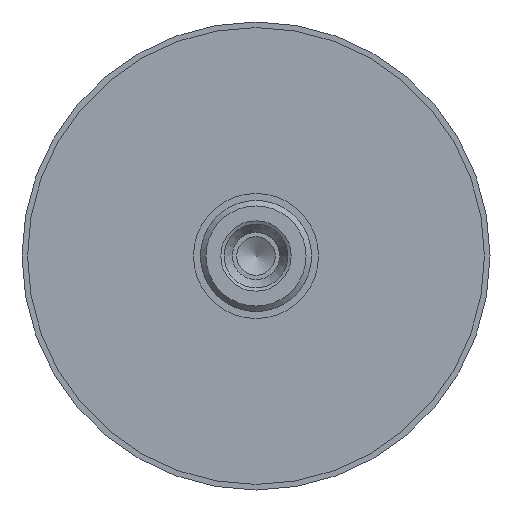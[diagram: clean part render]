
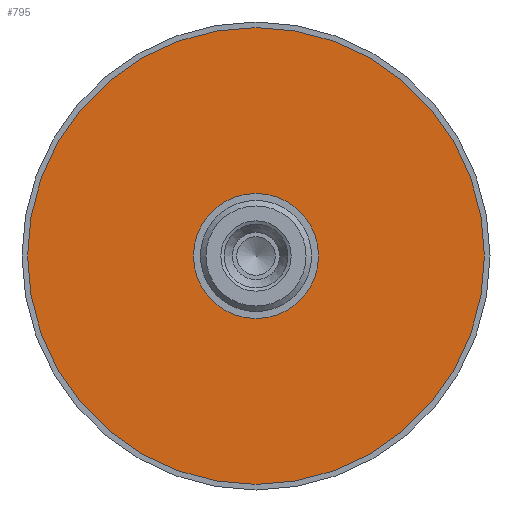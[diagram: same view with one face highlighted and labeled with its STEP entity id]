
A CAD part, front view. The second image highlights one B-rep face of the part: STEP entity #795.
In plain terms, the highlighted planar face has unit normal (0, -1, 0).
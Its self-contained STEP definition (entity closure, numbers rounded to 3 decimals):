
#554=CARTESIAN_POINT('',(0.0,-310.,22.5));
#555=VERTEX_POINT('',#554);
#556=CARTESIAN_POINT('',(0.0,-310.,0.0));
#557=DIRECTION('',(0.0,1.0,0.0));
#558=DIRECTION('',(0.0,0.0,1.0));
#559=AXIS2_PLACEMENT_3D('',#556,#557,#558);
#560=CIRCLE('',#559,22.5);
#561=EDGE_CURVE('',#555,#555,#560,.T.);
#776=CARTESIAN_POINT('',(0.0,-310.0,52.325));
#777=DIRECTION('',(0.0,-1.0,0.0));
#778=DIRECTION('',(0.0,0.0,-1.0));
#779=AXIS2_PLACEMENT_3D('',#776,#777,#778);
#780=PLANE('',#779);
#781=CARTESIAN_POINT('',(0.0,-310.0,82.15));
#782=VERTEX_POINT('',#781);
#783=CARTESIAN_POINT('',(0.0,-310.0,0.0));
#784=DIRECTION('',(0.0,1.0,0.0));
#785=DIRECTION('',(0.0,0.0,1.0));
#786=AXIS2_PLACEMENT_3D('',#783,#784,#785);
#787=CIRCLE('',#786,82.15);
#788=EDGE_CURVE('',#782,#782,#787,.T.);
#789=ORIENTED_EDGE('',*,*,#788,.F.);
#790=EDGE_LOOP('',(#789));
#791=FACE_OUTER_BOUND('',#790,.T.);
#792=ORIENTED_EDGE('',*,*,#561,.T.);
#793=EDGE_LOOP('',(#792));
#794=FACE_BOUND('',#793,.T.);
#795=ADVANCED_FACE('',(#791,#794),#780,.T.);
